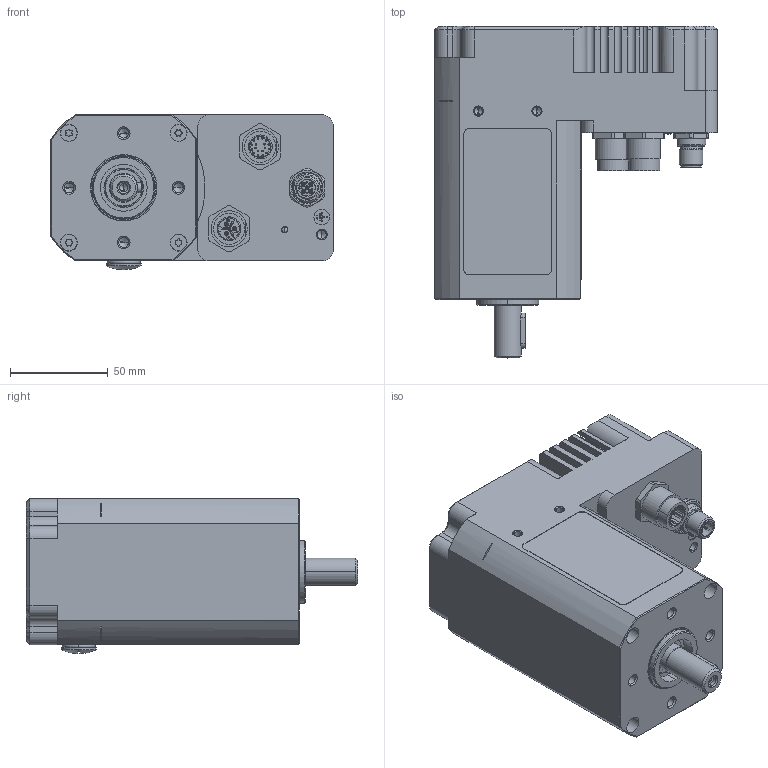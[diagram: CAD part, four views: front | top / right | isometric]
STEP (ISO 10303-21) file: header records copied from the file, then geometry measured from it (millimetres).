
FILE_DESCRIPTION((''),'2;1');
FILE_NAME('80350000','2019-07-23T',('ALEBLI1'),('CROUZET-AUTOMATISMES'),'CREO PARAMETRIC BY PTC INC, 2017170','CREO PARAMETRIC BY PTC INC, 2017170','');
FILE_SCHEMA(('AP203_CONFIGURATION_CONTROLLED_3D_DESIGN_OF_MECHANICAL_PARTS_AND_ASSEMBLIES_MIM_LF { 1 0 10303 403 2 1 2 }'));
Products named in the file (1): 80350000
Bounding box: 145 x 170.1 x 79.69 mm (x, y, z)
Surface area: 171993.2 mm2 (no closed solid volume)
Topology: 0 solids, 15 shells, 1826 faces, 4585 edges, 2917 vertices
Faces by surface type: cylinder 784, plane 679, cone 207, torus 58, extrusion 40, bspline 36, sphere 22
Entity records: 83859 total; most frequent: CARTESIAN_POINT 13414, DIRECTION 9993, ORIENTED_EDGE 9046, PRESENTATION_STYLE_ASSIGNMENT 6062, STYLED_ITEM 4571, CURVE_STYLE 4569, EDGE_CURVE 4523, AXIS2_PLACEMENT_3D 3872
